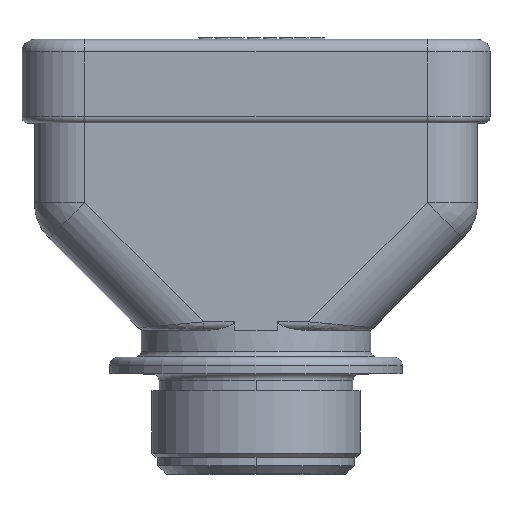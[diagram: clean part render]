
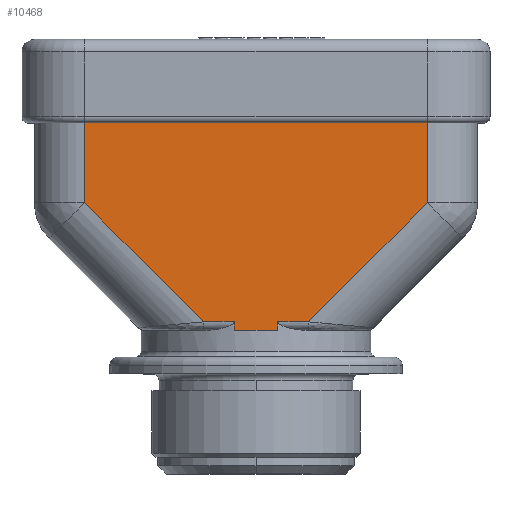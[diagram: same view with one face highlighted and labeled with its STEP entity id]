
A CAD part, top view. The second image highlights one B-rep face of the part: STEP entity #10468.
In plain terms, the highlighted planar face has unit normal (0, 0, 1).
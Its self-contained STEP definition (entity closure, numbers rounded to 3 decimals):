
#8383=DIRECTION('',(-1.,0.,0.));
#8384=VECTOR('',#8383,3.655);
#8385=CARTESIAN_POINT('',(-2.61,18.2,13.5));
#8386=LINE('',#8385,#8384);
#8396=DIRECTION('',(0.,1.,0.));
#8397=VECTOR('',#8396,1.);
#8398=CARTESIAN_POINT('',(-2.61,17.2,13.5));
#8399=LINE('',#8398,#8397);
#8400=DIRECTION('',(0.,-1.,0.));
#8401=VECTOR('',#8400,1.);
#8402=CARTESIAN_POINT('',(2.61,18.2,13.5));
#8403=LINE('',#8402,#8401);
#8871=DIRECTION('',(0.,1.,0.));
#8872=VECTOR('',#8871,16.565);
#8873=CARTESIAN_POINT('',(-20.5,32.435,13.5));
#8874=LINE('',#8873,#8872);
#8879=DIRECTION('',(1.,0.,0.));
#8880=VECTOR('',#8879,41.);
#8881=CARTESIAN_POINT('',(-20.5,49.,13.5));
#8882=LINE('',#8881,#8880);
#8883=DIRECTION('',(0.707,0.707,0.));
#8884=VECTOR('',#8883,20.132);
#8885=CARTESIAN_POINT('',(6.265,18.2,13.5));
#8886=LINE('',#8885,#8884);
#8887=DIRECTION('',(0.707,-0.707,0.));
#8888=VECTOR('',#8887,20.132);
#8889=CARTESIAN_POINT('',(-20.5,32.435,13.5));
#8890=LINE('',#8889,#8888);
#8914=DIRECTION('',(0.,-1.,0.));
#8915=VECTOR('',#8914,16.565);
#8916=CARTESIAN_POINT('',(20.5,49.,13.5));
#8917=LINE('',#8916,#8915);
#9220=CARTESIAN_POINT('',(-6.265,18.2,13.5));
#9291=DIRECTION('',(-1.,0.,0.));
#9292=VECTOR('',#9291,3.655);
#9293=CARTESIAN_POINT('',(6.265,18.2,13.5));
#9294=LINE('',#9293,#9292);
#9330=DIRECTION('',(-1.,0.,0.));
#9331=VECTOR('',#9330,5.22);
#9332=CARTESIAN_POINT('',(2.61,17.2,13.5));
#9333=LINE('',#9332,#9331);
#9415=CARTESIAN_POINT('',(20.5,49.,13.5));
#9416=CARTESIAN_POINT('',(20.5,32.435,13.5));
#9417=VERTEX_POINT('',#9415);
#9418=VERTEX_POINT('',#9416);
#9423=CARTESIAN_POINT('',(6.265,18.2,13.5));
#9424=VERTEX_POINT('',#9423);
#9425=CARTESIAN_POINT('',(2.61,18.2,13.5));
#9426=VERTEX_POINT('',#9425);
#9493=CARTESIAN_POINT('',(-20.5,32.435,13.5));
#9494=VERTEX_POINT('',#9493);
#9495=VERTEX_POINT('',#9220);
#9499=CARTESIAN_POINT('',(-20.5,49.,13.5));
#9501=VERTEX_POINT('',#9499);
#9506=CARTESIAN_POINT('',(2.61,17.2,13.5));
#9507=VERTEX_POINT('',#9506);
#9526=CARTESIAN_POINT('',(-2.61,18.2,13.5));
#9527=VERTEX_POINT('',#9526);
#9555=CARTESIAN_POINT('',(-2.61,17.2,13.5));
#9556=VERTEX_POINT('',#9555);
#10445=CARTESIAN_POINT('',(0.,0.,13.5));
#10446=DIRECTION('',(0.,0.,1.));
#10447=DIRECTION('',(1.,0.,0.));
#10448=AXIS2_PLACEMENT_3D('',#10445,#10446,#10447);
#10449=PLANE('',#10448);
#10451=ORIENTED_EDGE('',*,*,#10450,.T.);
#10453=ORIENTED_EDGE('',*,*,#10452,.T.);
#10455=ORIENTED_EDGE('',*,*,#10454,.F.);
#10457=ORIENTED_EDGE('',*,*,#10456,.T.);
#10458=ORIENTED_EDGE('',*,*,#9728,.T.);
#10460=ORIENTED_EDGE('',*,*,#10459,.T.);
#10461=ORIENTED_EDGE('',*,*,#9724,.T.);
#10462=ORIENTED_EDGE('',*,*,#9705,.T.);
#10464=ORIENTED_EDGE('',*,*,#10463,.F.);
#10465=ORIENTED_EDGE('',*,*,#10435,.T.);
#10466=EDGE_LOOP('',(#10451,#10453,#10455,#10457,#10458,#10460,#10461,#10462,
#10464,#10465));
#10467=FACE_OUTER_BOUND('',#10466,.F.);
#10468=ADVANCED_FACE('',(#10467),#10449,.T.);
#9705=EDGE_CURVE('',#9527,#9495,#8386,.T.);
#9724=EDGE_CURVE('',#9556,#9527,#8399,.T.);
#9728=EDGE_CURVE('',#9426,#9507,#8403,.T.);
#10435=EDGE_CURVE('',#9494,#9501,#8874,.T.);
#10450=EDGE_CURVE('',#9501,#9417,#8882,.T.);
#10452=EDGE_CURVE('',#9417,#9418,#8917,.T.);
#10454=EDGE_CURVE('',#9424,#9418,#8886,.T.);
#10456=EDGE_CURVE('',#9424,#9426,#9294,.T.);
#10459=EDGE_CURVE('',#9507,#9556,#9333,.T.);
#10463=EDGE_CURVE('',#9494,#9495,#8890,.T.);
